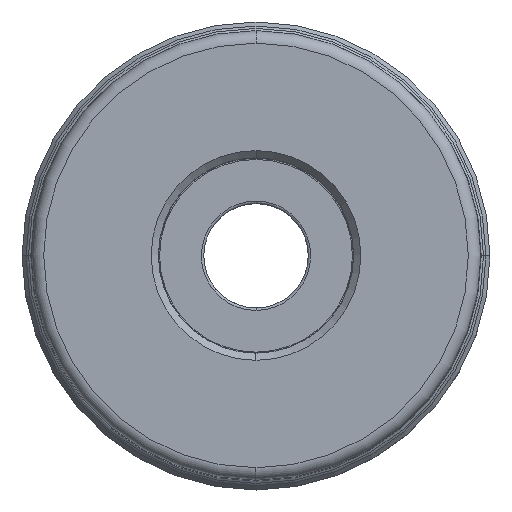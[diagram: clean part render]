
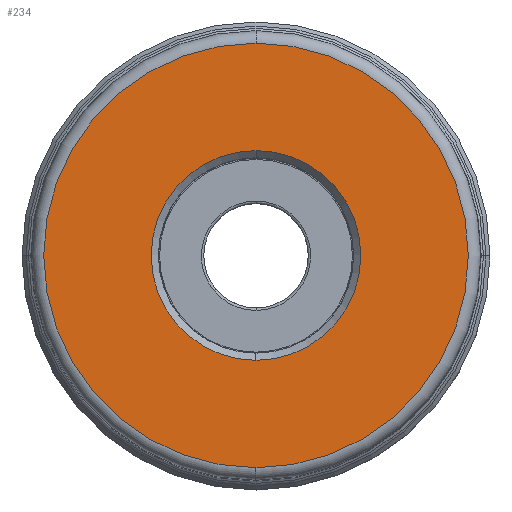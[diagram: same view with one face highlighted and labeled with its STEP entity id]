
A CAD part, top view. The second image highlights one B-rep face of the part: STEP entity #234.
In plain terms, the highlighted planar face has unit normal (0, 0, 1).
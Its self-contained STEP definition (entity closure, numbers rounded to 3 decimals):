
#234=ADVANCED_FACE('',(#296,#297),#286,.F.);
#286=PLANE('',#1621);
#296=FACE_BOUND('',#346,.T.);
#297=FACE_BOUND('',#347,.T.);
#346=EDGE_LOOP('',(#554,#555,#556,#557));
#347=EDGE_LOOP('',(#558,#559));
#554=ORIENTED_EDGE('',*,*,#1000,.T.);
#555=ORIENTED_EDGE('',*,*,#998,.T.);
#556=ORIENTED_EDGE('',*,*,#997,.T.);
#557=ORIENTED_EDGE('',*,*,#1001,.T.);
#558=ORIENTED_EDGE('',*,*,#1002,.T.);
#559=ORIENTED_EDGE('',*,*,#1003,.T.);
#844=VERTEX_POINT('',#2499);
#845=VERTEX_POINT('',#2501);
#846=VERTEX_POINT('',#2503);
#847=VERTEX_POINT('',#2507);
#848=VERTEX_POINT('',#2511);
#849=VERTEX_POINT('',#2512);
#997=EDGE_CURVE('',#845,#844,#1182,.T.);
#998=EDGE_CURVE('',#846,#845,#1183,.T.);
#1000=EDGE_CURVE('',#847,#846,#1185,.T.);
#1001=EDGE_CURVE('',#844,#847,#1186,.T.);
#1002=EDGE_CURVE('',#848,#849,#1187,.T.);
#1003=EDGE_CURVE('',#849,#848,#1188,.T.);
#1182=CIRCLE('',#1612,34.575);
#1183=CIRCLE('',#1613,34.575);
#1185=CIRCLE('',#1616,34.575);
#1186=CIRCLE('',#1617,34.575);
#1187=CIRCLE('',#1619,17.075);
#1188=CIRCLE('',#1620,17.075);
#1612=AXIS2_PLACEMENT_3D('',#2500,#2000,#2001);
#1613=AXIS2_PLACEMENT_3D('',#2502,#2002,#2003);
#1616=AXIS2_PLACEMENT_3D('',#2506,#2008,#2009);
#1617=AXIS2_PLACEMENT_3D('',#2508,#2010,#2011);
#1619=AXIS2_PLACEMENT_3D('',#2510,#2014,#2015);
#1620=AXIS2_PLACEMENT_3D('',#2513,#2016,#2017);
#1621=AXIS2_PLACEMENT_3D('',#2514,#2018,#2019);
#2000=DIRECTION('',(0.,0.,1.));
#2001=DIRECTION('',(0.001,1.,0.));
#2002=DIRECTION('',(0.,0.,1.));
#2003=DIRECTION('',(0.,-1.,0.));
#2008=DIRECTION('',(0.,0.,1.));
#2009=DIRECTION('',(-0.001,-1.,0.));
#2010=DIRECTION('',(0.,0.,1.));
#2011=DIRECTION('',(0.,1.,0.));
#2014=DIRECTION('',(0.,0.,-1.));
#2015=DIRECTION('',(0.,-1.,0.));
#2016=DIRECTION('',(0.,0.,-1.));
#2017=DIRECTION('',(0.,1.,0.));
#2018=DIRECTION('',(0.,0.,-1.));
#2019=DIRECTION('',(0.,1.,0.));
#2499=CARTESIAN_POINT('',(0.,34.575,0.));
#2500=CARTESIAN_POINT('',(0.,0.,0.));
#2501=CARTESIAN_POINT('',(0.021,34.575,0.));
#2502=CARTESIAN_POINT('',(0.,0.,0.));
#2503=CARTESIAN_POINT('',(0.,-34.575,0.));
#2506=CARTESIAN_POINT('',(0.,0.,0.));
#2507=CARTESIAN_POINT('',(-0.021,-34.575,0.));
#2508=CARTESIAN_POINT('',(0.,0.,0.));
#2510=CARTESIAN_POINT('',(0.,0.,0.));
#2511=CARTESIAN_POINT('',(0.,-17.075,0.));
#2512=CARTESIAN_POINT('',(0.,17.075,0.));
#2513=CARTESIAN_POINT('',(0.,0.,0.));
#2514=CARTESIAN_POINT('',(0.,0.,0.));
